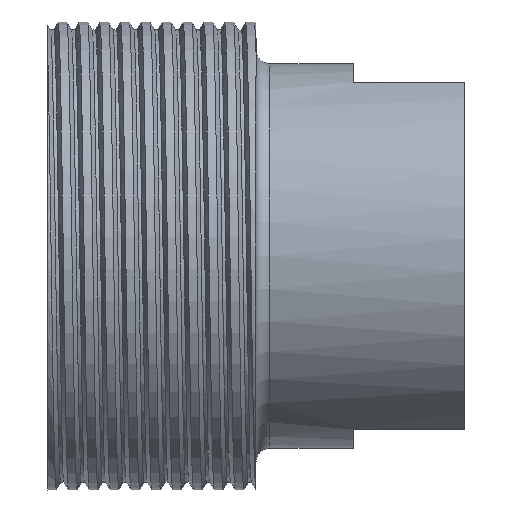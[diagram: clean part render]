
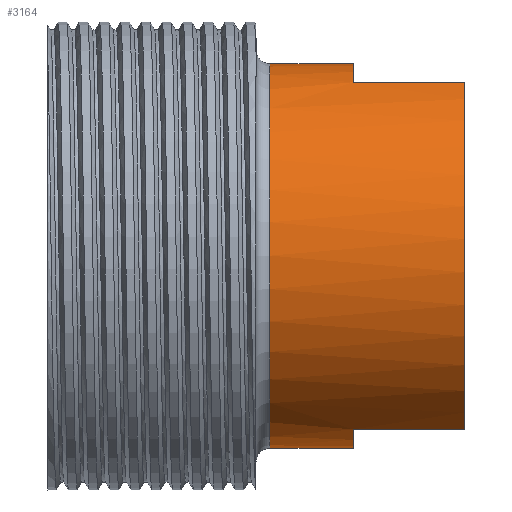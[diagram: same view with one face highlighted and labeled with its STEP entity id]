
A CAD part, top view. The second image highlights one B-rep face of the part: STEP entity #3164.
In plain terms, the highlighted cylindrical face has radius 13.85 mm (diameter 27.7 mm), a partial arc.
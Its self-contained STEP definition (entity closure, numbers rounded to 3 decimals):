
#90 = CARTESIAN_POINT ( 'NONE',  ( -10.65, 0., 0. ) ) ;
#248 = DIRECTION ( 'NONE',  ( -1., 0., 0. ) ) ;
#279 = CARTESIAN_POINT ( 'NONE',  ( -8., -13.85, 0. ) ) ;
#319 = AXIS2_PLACEMENT_3D ( 'NONE', #7885, #11510, #5306 ) ;
#422 = ORIENTED_EDGE ( 'NONE', *, *, #785, .T. ) ;
#785 = EDGE_CURVE ( 'NONE', #9450, #2970, #9092, .T. ) ;
#841 = CARTESIAN_POINT ( 'NONE',  ( -10.65, -13.85, 0. ) ) ;
#955 = VERTEX_POINT ( 'NONE', #279 ) ;
#1080 = CIRCLE ( 'NONE', #319, 13.85 ) ;
#1134 = DIRECTION ( 'NONE',  ( 0., 1., 0. ) ) ;
#1148 = LINE ( 'NONE', #10206, #3532 ) ;
#1744 = CARTESIAN_POINT ( 'NONE',  ( 0., 0., 0. ) ) ;
#2394 = CARTESIAN_POINT ( 'NONE',  ( -14., -13.85, 0. ) ) ;
#2483 = EDGE_CURVE ( 'NONE', #5284, #2970, #8803, .T. ) ;
#2570 = DIRECTION ( 'NONE',  ( 0., 1., 0. ) ) ;
#2678 = ORIENTED_EDGE ( 'NONE', *, *, #7848, .F. ) ;
#2789 = DIRECTION ( 'NONE',  ( -1., 0., 0. ) ) ;
#2917 = CARTESIAN_POINT ( 'NONE',  ( -14., 13.85, 0. ) ) ;
#2970 = VERTEX_POINT ( 'NONE', #6522 ) ;
#2984 = ORIENTED_EDGE ( 'NONE', *, *, #2483, .F. ) ;
#3164 = ADVANCED_FACE ( 'NONE', ( #9922 ), #4678, .T. ) ;
#3442 = ORIENTED_EDGE ( 'NONE', *, *, #4595, .F. ) ;
#3532 = VECTOR ( 'NONE', #248, 1000. ) ;
#3729 = AXIS2_PLACEMENT_3D ( 'NONE', #1744, #6411, #7164 ) ;
#4198 = VERTEX_POINT ( 'NONE', #7998 ) ;
#4295 = DIRECTION ( 'NONE',  ( 1., 0., 0. ) ) ;
#4319 = VECTOR ( 'NONE', #2789, 1000. ) ;
#4577 = LINE ( 'NONE', #8158, #4319 ) ;
#4595 = EDGE_CURVE ( 'NONE', #955, #8907, #10085, .T. ) ;
#4678 = CYLINDRICAL_SURFACE ( 'NONE', #9753, 13.85 ) ;
#4855 = AXIS2_PLACEMENT_3D ( 'NONE', #10515, #4295, #2570 ) ;
#5007 = EDGE_CURVE ( 'NONE', #4198, #9450, #8811, .T. ) ;
#5284 = VERTEX_POINT ( 'NONE', #8730 ) ;
#5287 = EDGE_CURVE ( 'NONE', #8907, #6638, #1080, .T. ) ;
#5306 = DIRECTION ( 'NONE',  ( 0., -1., 0. ) ) ;
#5465 = DIRECTION ( 'NONE',  ( -1., 0., 0. ) ) ;
#5550 = DIRECTION ( 'NONE',  ( -1., 0., 0. ) ) ;
#5631 = CARTESIAN_POINT ( 'NONE',  ( -8., 0., 0. ) ) ;
#5634 = EDGE_LOOP ( 'NONE', ( #2984, #9269, #6756, #3442, #10267, #2678, #11222, #422 ) ) ;
#5822 = CIRCLE ( 'NONE', #10176, 13.85 ) ;
#6411 = DIRECTION ( 'NONE',  ( -1., 0., 0. ) ) ;
#6522 = CARTESIAN_POINT ( 'NONE',  ( -8., 12.5, 5.964 ) ) ;
#6638 = VERTEX_POINT ( 'NONE', #2917 ) ;
#6756 = ORIENTED_EDGE ( 'NONE', *, *, #5287, .F. ) ;
#7164 = DIRECTION ( 'NONE',  ( 0., -1., 0. ) ) ;
#7848 = EDGE_CURVE ( 'NONE', #4198, #11156, #4577, .T. ) ;
#7885 = CARTESIAN_POINT ( 'NONE',  ( -14., 0., 0. ) ) ;
#7998 = CARTESIAN_POINT ( 'NONE',  ( 0., -12.5, 5.964 ) ) ;
#8113 = EDGE_CURVE ( 'NONE', #11156, #955, #5822, .T. ) ;
#8158 = CARTESIAN_POINT ( 'NONE',  ( -10.65, -12.5, 5.964 ) ) ;
#8318 = CARTESIAN_POINT ( 'NONE',  ( 0., 12.5, 5.964 ) ) ;
#8381 = CARTESIAN_POINT ( 'NONE',  ( -10.65, 12.5, 5.964 ) ) ;
#8730 = CARTESIAN_POINT ( 'NONE',  ( -8., 13.85, 0. ) ) ;
#8750 = EDGE_CURVE ( 'NONE', #5284, #6638, #1148, .T. ) ;
#8803 = CIRCLE ( 'NONE', #4855, 13.85 ) ;
#8811 = CIRCLE ( 'NONE', #3729, 13.85 ) ;
#8821 = VECTOR ( 'NONE', #5465, 1000. ) ;
#8907 = VERTEX_POINT ( 'NONE', #2394 ) ;
#9092 = LINE ( 'NONE', #8381, #9742 ) ;
#9229 = DIRECTION ( 'NONE',  ( 1., 0., 0. ) ) ;
#9269 = ORIENTED_EDGE ( 'NONE', *, *, #8750, .T. ) ;
#9450 = VERTEX_POINT ( 'NONE', #8318 ) ;
#9742 = VECTOR ( 'NONE', #10178, 1000. ) ;
#9753 = AXIS2_PLACEMENT_3D ( 'NONE', #90, #5550, #10110 ) ;
#9922 = FACE_OUTER_BOUND ( 'NONE', #5634, .T. ) ;
#10085 = LINE ( 'NONE', #841, #8821 ) ;
#10110 = DIRECTION ( 'NONE',  ( 0., -1., 0. ) ) ;
#10176 = AXIS2_PLACEMENT_3D ( 'NONE', #5631, #9229, #1134 ) ;
#10178 = DIRECTION ( 'NONE',  ( -1., 0., 0. ) ) ;
#10206 = CARTESIAN_POINT ( 'NONE',  ( -10.65, 13.85, 0. ) ) ;
#10267 = ORIENTED_EDGE ( 'NONE', *, *, #8113, .F. ) ;
#10515 = CARTESIAN_POINT ( 'NONE',  ( -8., 0., 0. ) ) ;
#10839 = CARTESIAN_POINT ( 'NONE',  ( -8., -12.5, 5.964 ) ) ;
#11156 = VERTEX_POINT ( 'NONE', #10839 ) ;
#11222 = ORIENTED_EDGE ( 'NONE', *, *, #5007, .T. ) ;
#11510 = DIRECTION ( 'NONE',  ( -1., 0., 0. ) ) ;
